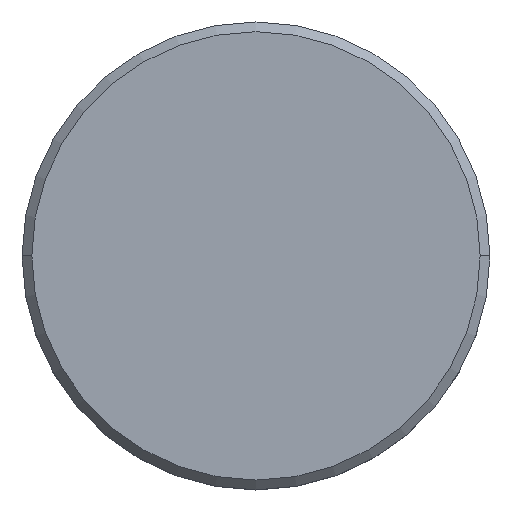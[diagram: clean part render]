
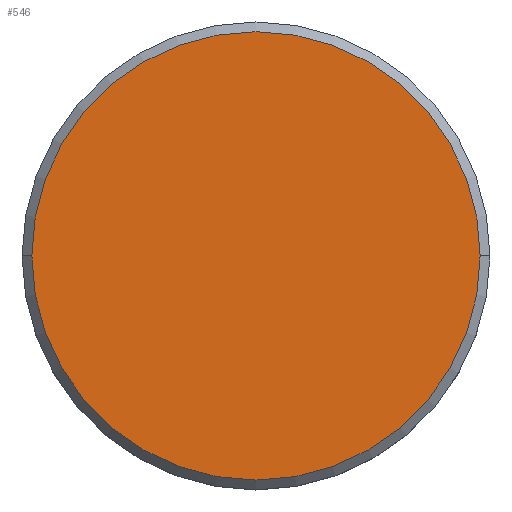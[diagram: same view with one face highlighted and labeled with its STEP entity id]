
A CAD part, top view. The second image highlights one B-rep face of the part: STEP entity #546.
In plain terms, the highlighted planar face has unit normal (0, 0, 1).
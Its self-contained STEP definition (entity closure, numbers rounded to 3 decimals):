
#31 = CIRCLE ( 'NONE', #767, 11.5 ) ;
#36 = DIRECTION ( 'NONE',  ( 0., 0., 1. ) ) ;
#83 = CARTESIAN_POINT ( 'NONE',  ( 11.5, 0., 0. ) ) ;
#94 = EDGE_LOOP ( 'NONE', ( #470, #1070 ) ) ;
#237 = AXIS2_PLACEMENT_3D ( 'NONE', #669, #762, #486 ) ;
#268 = VERTEX_POINT ( 'NONE', #606 ) ;
#303 = FACE_OUTER_BOUND ( 'NONE', #94, .T. ) ;
#318 = VERTEX_POINT ( 'NONE', #83 ) ;
#446 = AXIS2_PLACEMENT_3D ( 'NONE', #1126, #36, #1118 ) ;
#470 = ORIENTED_EDGE ( 'NONE', *, *, #1087, .T. ) ;
#486 = DIRECTION ( 'NONE',  ( 1., 0., 0. ) ) ;
#490 = PLANE ( 'NONE',  #237 ) ;
#491 = EDGE_CURVE ( 'NONE', #318, #268, #955, .T. ) ;
#546 = ADVANCED_FACE ( 'NONE', ( #303 ), #490, .T. ) ;
#606 = CARTESIAN_POINT ( 'NONE',  ( -11.5, 0., 0. ) ) ;
#669 = CARTESIAN_POINT ( 'NONE',  ( 0., 0., 0. ) ) ;
#762 = DIRECTION ( 'NONE',  ( 0., 0., 1. ) ) ;
#767 = AXIS2_PLACEMENT_3D ( 'NONE', #946, #869, #850 ) ;
#850 = DIRECTION ( 'NONE',  ( 1., 0., 0. ) ) ;
#869 = DIRECTION ( 'NONE',  ( 0., 0., 1. ) ) ;
#946 = CARTESIAN_POINT ( 'NONE',  ( 0., 0., 0. ) ) ;
#955 = CIRCLE ( 'NONE', #446, 11.5 ) ;
#1070 = ORIENTED_EDGE ( 'NONE', *, *, #491, .T. ) ;
#1087 = EDGE_CURVE ( 'NONE', #268, #318, #31, .T. ) ;
#1118 = DIRECTION ( 'NONE',  ( 1., 0., 0. ) ) ;
#1126 = CARTESIAN_POINT ( 'NONE',  ( 0., 0., 0. ) ) ;
